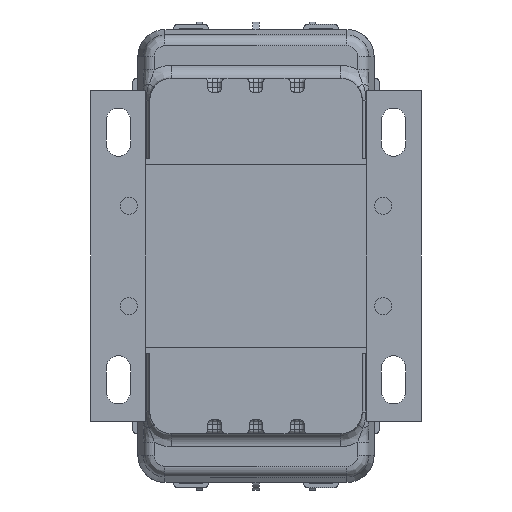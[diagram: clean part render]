
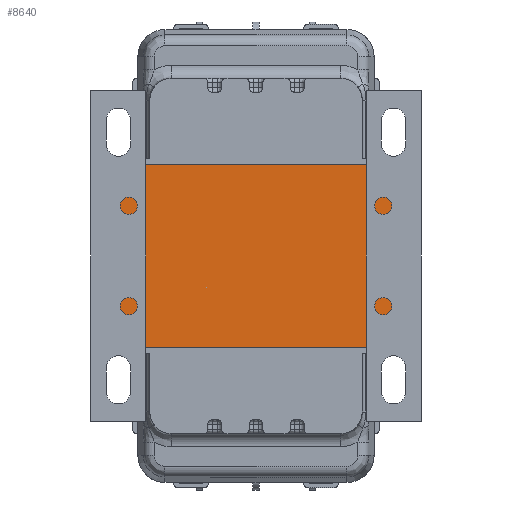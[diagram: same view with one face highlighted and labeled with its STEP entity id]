
A CAD part, front view. The second image highlights one B-rep face of the part: STEP entity #8640.
In plain terms, the highlighted planar face has unit normal (0, -1, 0).
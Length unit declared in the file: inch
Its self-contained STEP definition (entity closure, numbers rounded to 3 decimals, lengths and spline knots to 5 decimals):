
#258 = CARTESIAN_POINT ( 'NONE',  ( 0., -1.08268, 0. ) ) ;
#411 = DIRECTION ( 'NONE',  ( 0., 0., 1. ) ) ;
#459 = LINE ( 'NONE', #1986, #9860 ) ;
#869 = CARTESIAN_POINT ( 'NONE',  ( -1.29921, -1.08268, 0.82677 ) ) ;
#882 = EDGE_CURVE ( 'NONE', #2061, #14931, #4670, .T. ) ;
#1401 = EDGE_CURVE ( 'NONE', #11614, #2061, #7383, .T. ) ;
#1986 = CARTESIAN_POINT ( 'NONE',  ( 1.29921, -1.08268, -0.82677 ) ) ;
#2061 = VERTEX_POINT ( 'NONE', #13802 ) ;
#2080 = EDGE_LOOP ( 'NONE', ( #13219, #2734, #7694, #3696 ) ) ;
#2316 = EDGE_CURVE ( 'NONE', #14931, #10861, #459, .T. ) ;
#2734 = ORIENTED_EDGE ( 'NONE', *, *, #6180, .F. ) ;
#2749 = DIRECTION ( 'NONE',  ( 0., 1., 0. ) ) ;
#2867 = LINE ( 'NONE', #8997, #11863 ) ;
#3696 = ORIENTED_EDGE ( 'NONE', *, *, #882, .F. ) ;
#4670 = LINE ( 'NONE', #6102, #8299 ) ;
#6102 = CARTESIAN_POINT ( 'NONE',  ( 1.29921, -1.08268, 0.82677 ) ) ;
#6180 = EDGE_CURVE ( 'NONE', #10861, #11614, #2867, .T. ) ;
#6540 = CARTESIAN_POINT ( 'NONE',  ( -1.29921, -1.08268, 0.82677 ) ) ;
#7113 = AXIS2_PLACEMENT_3D ( 'NONE', #258, #2749, #11319 ) ;
#7383 = LINE ( 'NONE', #6540, #15611 ) ;
#7694 = ORIENTED_EDGE ( 'NONE', *, *, #2316, .F. ) ;
#8299 = VECTOR ( 'NONE', #11029, 39.37008 ) ;
#8640 = ADVANCED_FACE ( 'NONE', ( #14925 ), #10035, .F. ) ;
#8997 = CARTESIAN_POINT ( 'NONE',  ( -1.29921, -1.08268, -0.82677 ) ) ;
#9860 = VECTOR ( 'NONE', #10574, 39.37008 ) ;
#10035 = PLANE ( 'NONE',  #7113 ) ;
#10196 = CARTESIAN_POINT ( 'NONE',  ( -1.29921, -1.08268, -0.82677 ) ) ;
#10487 = CARTESIAN_POINT ( 'NONE',  ( 1.29921, -1.08268, -0.82677 ) ) ;
#10574 = DIRECTION ( 'NONE',  ( -1., 0., 0. ) ) ;
#10861 = VERTEX_POINT ( 'NONE', #10196 ) ;
#11029 = DIRECTION ( 'NONE',  ( 0., 0., -1. ) ) ;
#11319 = DIRECTION ( 'NONE',  ( 0., 0., 1. ) ) ;
#11614 = VERTEX_POINT ( 'NONE', #869 ) ;
#11863 = VECTOR ( 'NONE', #411, 39.37008 ) ;
#12653 = DIRECTION ( 'NONE',  ( 1., 0., 0. ) ) ;
#13219 = ORIENTED_EDGE ( 'NONE', *, *, #1401, .F. ) ;
#13802 = CARTESIAN_POINT ( 'NONE',  ( 1.29921, -1.08268, 0.82677 ) ) ;
#14925 = FACE_OUTER_BOUND ( 'NONE', #2080, .T. ) ;
#14931 = VERTEX_POINT ( 'NONE', #10487 ) ;
#15611 = VECTOR ( 'NONE', #12653, 39.37008 ) ;
